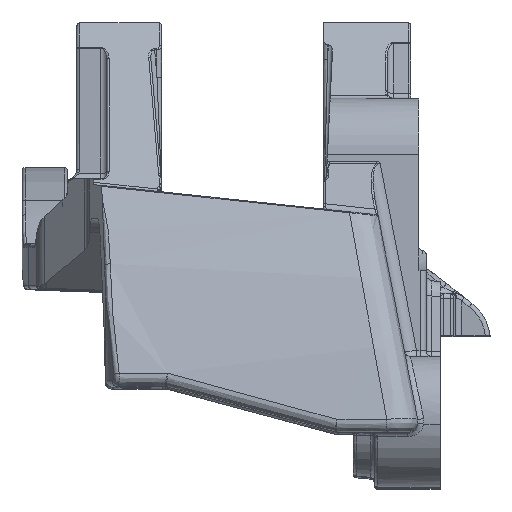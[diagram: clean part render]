
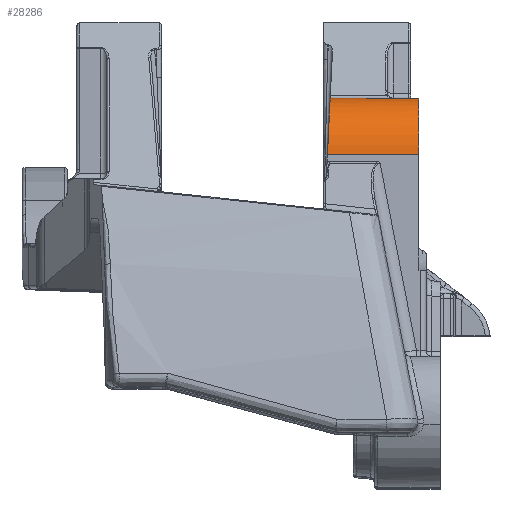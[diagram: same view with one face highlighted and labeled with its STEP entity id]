
A CAD part, top view. The second image highlights one B-rep face of the part: STEP entity #28286.
In plain terms, the highlighted cylindrical face has radius 19.4 mm (diameter 38.8 mm), a partial arc.
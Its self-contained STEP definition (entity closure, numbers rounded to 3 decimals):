
#1678 = AXIS2_PLACEMENT_3D ( 'NONE', #32772, #40207, #32936 ) ;
#1949 = CARTESIAN_POINT ( 'NONE',  ( 7.2, 23.877, 287.381 ) ) ;
#2334 = DIRECTION ( 'NONE',  ( 0., 0., 1. ) ) ;
#3106 = VECTOR ( 'NONE', #20690, 1000. ) ;
#4381 = DIRECTION ( 'NONE',  ( -1., 0., 0. ) ) ;
#4822 = VECTOR ( 'NONE', #4381, 1000. ) ;
#5108 = CARTESIAN_POINT ( 'NONE',  ( -29.125, 42.6, 267.992 ) ) ;
#5247 = CARTESIAN_POINT ( 'NONE',  ( -29.125, 42.6, 279.045 ) ) ;
#6284 = CARTESIAN_POINT ( 'NONE',  ( -30.041, 23.877, 287.381 ) ) ;
#6852 = VERTEX_POINT ( 'NONE', #6284 ) ;
#7002 = EDGE_LOOP ( 'NONE', ( #37490, #11165, #7206, #14089 ) ) ;
#7206 = ORIENTED_EDGE ( 'NONE', *, *, #32291, .T. ) ;
#7314 = CARTESIAN_POINT ( 'NONE',  ( 0., 23.877, 287.381 ) ) ;
#7673 = LINE ( 'NONE', #38466, #4822 ) ;
#10475 = EDGE_CURVE ( 'NONE', #6852, #26052, #24969, .T. ) ;
#11165 = ORIENTED_EDGE ( 'NONE', *, *, #26506, .F. ) ;
#11357 = FACE_OUTER_BOUND ( 'NONE', #7002, .T. ) ;
#11461 = AXIS2_PLACEMENT_3D ( 'NONE', #31377, #46407, #2334 ) ;
#11756 = VERTEX_POINT ( 'NONE', #7314 ) ;
#12482 = CARTESIAN_POINT ( 'NONE',  ( -30.041, 23.877, 287.381 ) ) ;
#14089 = ORIENTED_EDGE ( 'NONE', *, *, #10475, .F. ) ;
#16212 = CARTESIAN_POINT ( 'NONE',  ( -29.501, 34.923, 286.995 ) ) ;
#20690 = DIRECTION ( 'NONE',  ( -1., 0., 0. ) ) ;
#22379 = CYLINDRICAL_SURFACE ( 'NONE', #1678, 19.4 ) ;
#23789 = CARTESIAN_POINT ( 'NONE',  ( -29.125, 42.6, 267.992 ) ) ;
#24163 = CIRCLE ( 'NONE', #11461, 19.4 ) ;
#24969 =( BOUNDED_CURVE ( )  B_SPLINE_CURVE ( 3, ( #12482, #16212, #5247, #23789 ),
 .UNSPECIFIED., .F., .F. ) 
 B_SPLINE_CURVE_WITH_KNOTS ( ( 4, 4 ),
 ( 1.606, 3.142 ),
 .UNSPECIFIED. ) 
 CURVE ( )  GEOMETRIC_REPRESENTATION_ITEM ( )  RATIONAL_B_SPLINE_CURVE ( ( 1., 0.813, 0.813, 1. ) ) 
 REPRESENTATION_ITEM ( '' )  );
#26052 = VERTEX_POINT ( 'NONE', #5108 ) ;
#26506 = EDGE_CURVE ( 'NONE', #32945, #11756, #24163, .T. ) ;
#28286 = ADVANCED_FACE ( 'NONE', ( #11357 ), #22379, .T. ) ;
#29651 = LINE ( 'NONE', #1949, #3106 ) ;
#31377 = CARTESIAN_POINT ( 'NONE',  ( 0., 23.2, 267.992 ) ) ;
#32291 = EDGE_CURVE ( 'NONE', #32945, #26052, #7673, .T. ) ;
#32772 = CARTESIAN_POINT ( 'NONE',  ( 7.2, 23.2, 267.992 ) ) ;
#32936 = DIRECTION ( 'NONE',  ( 0., 0., -1. ) ) ;
#32945 = VERTEX_POINT ( 'NONE', #37871 ) ;
#37490 = ORIENTED_EDGE ( 'NONE', *, *, #46775, .F. ) ;
#37871 = CARTESIAN_POINT ( 'NONE',  ( 0., 42.6, 267.992 ) ) ;
#38466 = CARTESIAN_POINT ( 'NONE',  ( 7.2, 42.6, 267.992 ) ) ;
#40207 = DIRECTION ( 'NONE',  ( -1., 0., 0. ) ) ;
#46407 = DIRECTION ( 'NONE',  ( 1., 0., 0. ) ) ;
#46775 = EDGE_CURVE ( 'NONE', #11756, #6852, #29651, .T. ) ;
